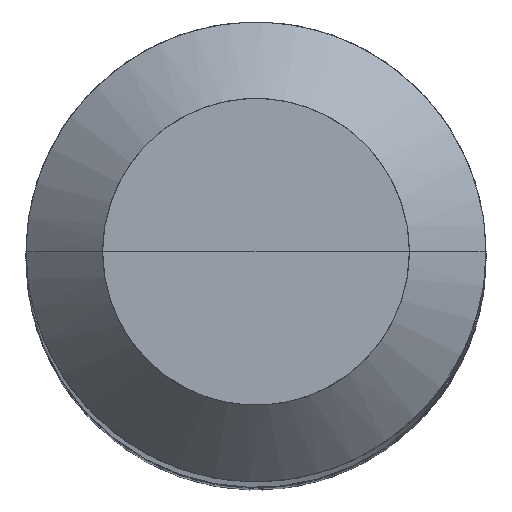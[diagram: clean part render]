
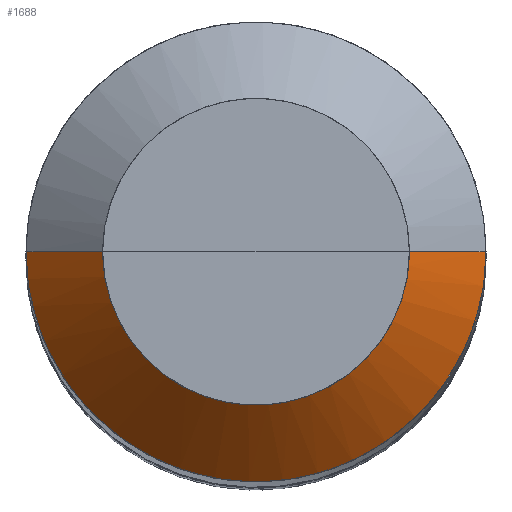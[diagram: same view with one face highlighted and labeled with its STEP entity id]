
A CAD part, top view. The second image highlights one B-rep face of the part: STEP entity #1688.
In plain terms, the highlighted free-form (B-spline) face has degree [1, 2] with [2, 5] control points.
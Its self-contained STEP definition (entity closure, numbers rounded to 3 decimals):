
#1216=CARTESIAN_POINT('',(3.0,0.0,37.0));
#1220=CARTESIAN_POINT('',(-3.0,0.0,37.0));
#1221=CARTESIAN_POINT('',(2.0,0.0,38.0));
#1225=CARTESIAN_POINT('',(-2.0,0.0,38.0));
#1239=CARTESIAN_POINT('',(-3.0,-3.0,37.0));
#1240=CARTESIAN_POINT('',(0.0,-3.0,37.0));
#1241=CARTESIAN_POINT('',(3.0,-3.0,37.0));
#1242=CARTESIAN_POINT('',(-2.0,-2.0,38.0));
#1243=CARTESIAN_POINT('',(0.0,-2.0,38.0));
#1244=CARTESIAN_POINT('',(2.0,-2.0,38.0));
#1669=(
BOUNDED_SURFACE()
B_SPLINE_SURFACE(1,2,(
(#1220,#1239,#1240,#1241,#1216),
(#1225,#1242,#1243,#1244,#1221)
), .UNSPECIFIED.,.F.,.F.,.F.)
B_SPLINE_SURFACE_WITH_KNOTS((2,2),(3,2,3),(
0.0,1.0),(
0.0,0.5,1.0), .UNSPECIFIED.)
GEOMETRIC_REPRESENTATION_ITEM()
RATIONAL_B_SPLINE_SURFACE(((1.0,0.707,1.0,0.707,1.0),
(1.0,0.707,1.0,0.707,1.0)
))
REPRESENTATION_ITEM('')
SURFACE()
);
#1670=(
BOUNDED_CURVE()
B_SPLINE_CURVE(2,(#1216,#1241,#1240,#1239,#1220),.UNSPECIFIED.,.F.,.F.)
B_SPLINE_CURVE_WITH_KNOTS((3,2,3),
(0.0,0.5,1.0),.UNSPECIFIED.)
CURVE()
GEOMETRIC_REPRESENTATION_ITEM()
RATIONAL_B_SPLINE_CURVE((1.0,0.707,1.0,0.707,1.0))
REPRESENTATION_ITEM('')
);
#1671=(
BOUNDED_CURVE()
B_SPLINE_CURVE(1,(#1220,#1225),.UNSPECIFIED.,.F.,.F.)
B_SPLINE_CURVE_WITH_KNOTS((2,2),
(0.0,1.0),.UNSPECIFIED.)
CURVE()
GEOMETRIC_REPRESENTATION_ITEM()
RATIONAL_B_SPLINE_CURVE((1.0,1.0))
REPRESENTATION_ITEM('')
);
#1672=(
BOUNDED_CURVE()
B_SPLINE_CURVE(2,(#1225,#1242,#1243,#1244,#1221),.UNSPECIFIED.,.F.,.F.)
B_SPLINE_CURVE_WITH_KNOTS((3,2,3),
(0.0,0.5,1.0),.UNSPECIFIED.)
CURVE()
GEOMETRIC_REPRESENTATION_ITEM()
RATIONAL_B_SPLINE_CURVE((1.0,0.707,1.0,0.707,1.0))
REPRESENTATION_ITEM('')
);
#1673=(
BOUNDED_CURVE()
B_SPLINE_CURVE(1,(#1221,#1216),.UNSPECIFIED.,.F.,.F.)
B_SPLINE_CURVE_WITH_KNOTS((2,2),
(0.0,1.0),.UNSPECIFIED.)
CURVE()
GEOMETRIC_REPRESENTATION_ITEM()
RATIONAL_B_SPLINE_CURVE((1.0,1.0))
REPRESENTATION_ITEM('')
);
#1674=VERTEX_POINT('',#1216);
#1675=VERTEX_POINT('',#1220);
#1676=VERTEX_POINT('',#1221);
#1677=VERTEX_POINT('',#1225);
#1678=EDGE_CURVE('',#1674,#1675,#1670,.T.);
#1679=EDGE_CURVE('',#1675,#1677,#1671,.T.);
#1680=EDGE_CURVE('',#1677,#1676,#1672,.T.);
#1681=EDGE_CURVE('',#1676,#1674,#1673,.T.);
#1682=ORIENTED_EDGE('',*,*,#1678,.T.);
#1683=ORIENTED_EDGE('',*,*,#1679,.T.);
#1684=ORIENTED_EDGE('',*,*,#1680,.T.);
#1685=ORIENTED_EDGE('',*,*,#1681,.T.);
#1686=EDGE_LOOP('',(#1682,#1683,#1684,#1685));
#1687=FACE_OUTER_BOUND('',#1686,.T.);
#1688=ADVANCED_FACE('',(#1687),#1669,.T.);
